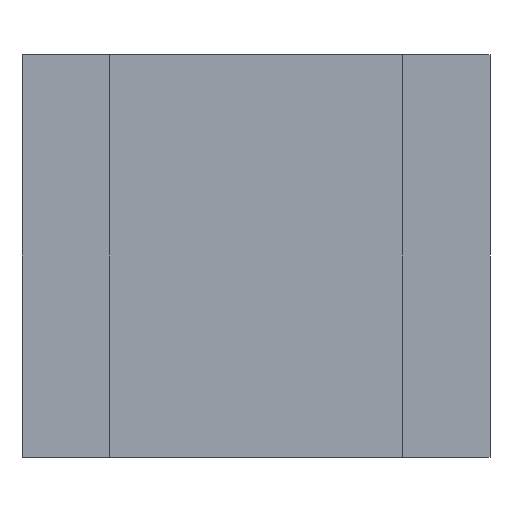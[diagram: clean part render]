
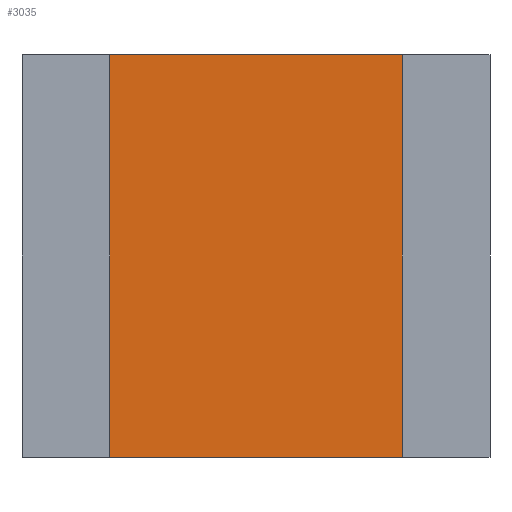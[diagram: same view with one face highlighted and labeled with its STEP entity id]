
A CAD part, front view. The second image highlights one B-rep face of the part: STEP entity #3035.
In plain terms, the highlighted planar face has unit normal (0, -1, 0).
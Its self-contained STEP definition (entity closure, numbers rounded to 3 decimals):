
#98 = PLANE ( 'NONE',  #2713 ) ;
#137 = VERTEX_POINT ( 'NONE', #139 ) ;
#139 = CARTESIAN_POINT ( 'NONE',  ( 0., 0., -2.75 ) ) ;
#167 = EDGE_CURVE ( 'NONE', #137, #1776, #1939, .T. ) ;
#220 = VECTOR ( 'NONE', #1267, 1000. ) ;
#350 = ORIENTED_EDGE ( 'NONE', *, *, #167, .T. ) ;
#552 = DIRECTION ( 'NONE',  ( 0., 0., -1. ) ) ;
#845 = CARTESIAN_POINT ( 'NONE',  ( 0., 0., 0. ) ) ;
#922 = LINE ( 'NONE', #2759, #1793 ) ;
#1178 = FACE_OUTER_BOUND ( 'NONE', #3162, .T. ) ;
#1267 = DIRECTION ( 'NONE',  ( 0., 0., 1. ) ) ;
#1433 = EDGE_CURVE ( 'NONE', #137, #2968, #922, .T. ) ;
#1594 = ORIENTED_EDGE ( 'NONE', *, *, #3295, .T. ) ;
#1669 = LINE ( 'NONE', #845, #3366 ) ;
#1725 = DIRECTION ( 'NONE',  ( 0., -1., 0. ) ) ;
#1748 = VERTEX_POINT ( 'NONE', #3277 ) ;
#1761 = CARTESIAN_POINT ( 'NONE',  ( 0., 0., -2.75 ) ) ;
#1769 = LINE ( 'NONE', #2045, #220 ) ;
#1776 = VERTEX_POINT ( 'NONE', #2498 ) ;
#1793 = VECTOR ( 'NONE', #1946, 1000. ) ;
#1904 = VECTOR ( 'NONE', #2276, 1000. ) ;
#1924 = DIRECTION ( 'NONE',  ( 1., 0., 0. ) ) ;
#1939 = LINE ( 'NONE', #1761, #1904 ) ;
#1946 = DIRECTION ( 'NONE',  ( 0., 0., 1. ) ) ;
#2001 = EDGE_CURVE ( 'NONE', #2968, #1748, #1669, .T. ) ;
#2045 = CARTESIAN_POINT ( 'NONE',  ( 3.117, 0., -2.75 ) ) ;
#2276 = DIRECTION ( 'NONE',  ( 1., 0., 0. ) ) ;
#2316 = ORIENTED_EDGE ( 'NONE', *, *, #2001, .F. ) ;
#2498 = CARTESIAN_POINT ( 'NONE',  ( 3.117, 0., -2.75 ) ) ;
#2630 = ORIENTED_EDGE ( 'NONE', *, *, #1433, .F. ) ;
#2664 = CARTESIAN_POINT ( 'NONE',  ( 0., 0., 0. ) ) ;
#2713 = AXIS2_PLACEMENT_3D ( 'NONE', #2997, #1725, #552 ) ;
#2759 = CARTESIAN_POINT ( 'NONE',  ( 0., 0., -2.75 ) ) ;
#2968 = VERTEX_POINT ( 'NONE', #2664 ) ;
#2997 = CARTESIAN_POINT ( 'NONE',  ( 0., 0., -2.75 ) ) ;
#3035 = ADVANCED_FACE ( 'NONE', ( #1178 ), #98, .T. ) ;
#3162 = EDGE_LOOP ( 'NONE', ( #2316, #2630, #350, #1594 ) ) ;
#3277 = CARTESIAN_POINT ( 'NONE',  ( 3.117, 0., 0. ) ) ;
#3295 = EDGE_CURVE ( 'NONE', #1776, #1748, #1769, .T. ) ;
#3366 = VECTOR ( 'NONE', #1924, 1000. ) ;
